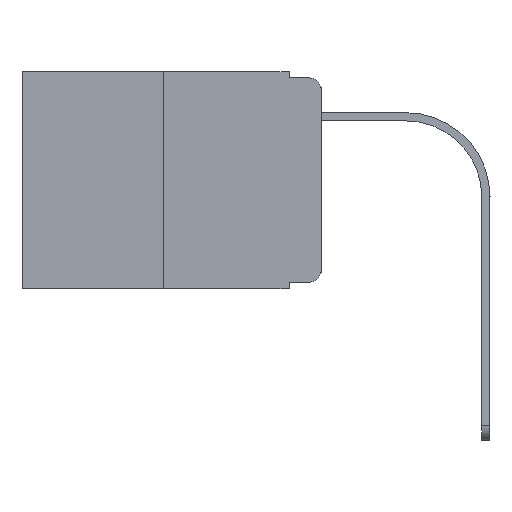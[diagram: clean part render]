
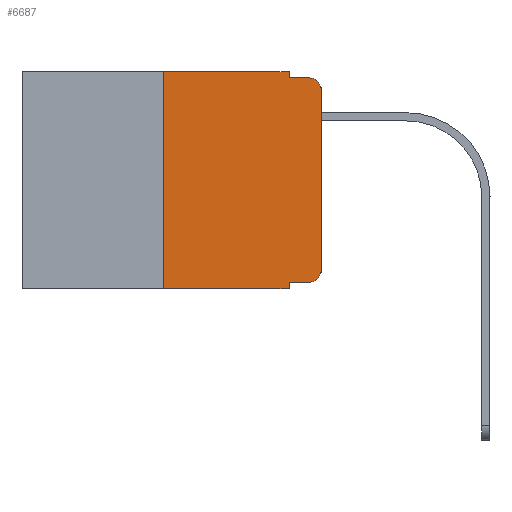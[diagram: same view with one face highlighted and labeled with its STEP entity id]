
A CAD part, left-side view. The second image highlights one B-rep face of the part: STEP entity #6687.
In plain terms, the highlighted planar face has unit normal (-1, 0, 0).
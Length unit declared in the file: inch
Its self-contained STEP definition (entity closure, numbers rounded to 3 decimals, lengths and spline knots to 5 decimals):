
#36 = VERTEX_POINT ( 'NONE', #17310 ) ;
#318 = VECTOR ( 'NONE', #10133, 39.37008 ) ;
#820 = VERTEX_POINT ( 'NONE', #7485 ) ;
#1132 = DIRECTION ( 'NONE',  ( 0., -1., 0. ) ) ;
#1140 = ORIENTED_EDGE ( 'NONE', *, *, #6484, .F. ) ;
#1242 = CARTESIAN_POINT ( 'NONE',  ( 0., 0.02, -0.313 ) ) ;
#1263 = VECTOR ( 'NONE', #17289, 39.37008 ) ;
#1346 = DIRECTION ( 'NONE',  ( -1., 0., 0. ) ) ;
#1716 = DIRECTION ( 'NONE',  ( 0., -1., 0. ) ) ;
#1815 = ORIENTED_EDGE ( 'NONE', *, *, #16256, .F. ) ;
#1942 = CIRCLE ( 'NONE', #11458, 0.02 ) ;
#2267 = VERTEX_POINT ( 'NONE', #8445 ) ;
#2693 = CARTESIAN_POINT ( 'NONE',  ( 0., 0.02, -0.03 ) ) ;
#2811 = ORIENTED_EDGE ( 'NONE', *, *, #10346, .T. ) ;
#2873 = LINE ( 'NONE', #17325, #8946 ) ;
#3346 = CARTESIAN_POINT ( 'NONE',  ( 0., 0.051, -0.01 ) ) ;
#3610 = ORIENTED_EDGE ( 'NONE', *, *, #17265, .T. ) ;
#4323 = VECTOR ( 'NONE', #5096, 39.37008 ) ;
#4415 = EDGE_CURVE ( 'NONE', #14336, #8208, #2873, .T. ) ;
#5096 = DIRECTION ( 'NONE',  ( 0., 0., 1. ) ) ;
#5135 = ORIENTED_EDGE ( 'NONE', *, *, #4415, .F. ) ;
#5576 = CARTESIAN_POINT ( 'NONE',  ( 0., 0.051, -0.333 ) ) ;
#5608 = LINE ( 'NONE', #11506, #12024 ) ;
#6050 = VECTOR ( 'NONE', #11917, 39.37008 ) ;
#6415 = CARTESIAN_POINT ( 'NONE',  ( 0., 0.051, 0. ) ) ;
#6428 = LINE ( 'NONE', #18260, #4323 ) ;
#6484 = EDGE_CURVE ( 'NONE', #8208, #2267, #15237, .T. ) ;
#6687 = ADVANCED_FACE ( 'NONE', ( #10062 ), #11712, .F. ) ;
#6923 = ORIENTED_EDGE ( 'NONE', *, *, #11525, .T. ) ;
#7068 = DIRECTION ( 'NONE',  ( 0., 0., -1. ) ) ;
#7158 = CIRCLE ( 'NONE', #13303, 0.02 ) ;
#7453 = CARTESIAN_POINT ( 'NONE',  ( 0., 0.25, 0. ) ) ;
#7460 = CARTESIAN_POINT ( 'NONE',  ( 0., 0.051, 0. ) ) ;
#7485 = CARTESIAN_POINT ( 'NONE',  ( 0., 0., -0.03 ) ) ;
#7543 = EDGE_CURVE ( 'NONE', #13865, #14336, #5608, .T. ) ;
#8208 = VERTEX_POINT ( 'NONE', #6415 ) ;
#8445 = CARTESIAN_POINT ( 'NONE',  ( 0., 0.051, -0.01 ) ) ;
#8492 = LINE ( 'NONE', #11114, #318 ) ;
#8789 = DIRECTION ( 'NONE',  ( 0., 0., -1. ) ) ;
#8791 = LINE ( 'NONE', #3346, #10230 ) ;
#8946 = VECTOR ( 'NONE', #1132, 39.37008 ) ;
#9123 = ORIENTED_EDGE ( 'NONE', *, *, #15694, .T. ) ;
#9188 = LINE ( 'NONE', #15421, #14727 ) ;
#9409 = ORIENTED_EDGE ( 'NONE', *, *, #10908, .F. ) ;
#9661 = AXIS2_PLACEMENT_3D ( 'NONE', #10254, #15997, #8789 ) ;
#10041 = DIRECTION ( 'NONE',  ( 0., 0., 1. ) ) ;
#10062 = FACE_OUTER_BOUND ( 'NONE', #17458, .T. ) ;
#10133 = DIRECTION ( 'NONE',  ( 0., -1., 0. ) ) ;
#10230 = VECTOR ( 'NONE', #1716, 39.37008 ) ;
#10254 = CARTESIAN_POINT ( 'NONE',  ( 0., 0.473, 0. ) ) ;
#10346 = EDGE_CURVE ( 'NONE', #12465, #36, #1942, .T. ) ;
#10908 = EDGE_CURVE ( 'NONE', #2267, #11700, #8791, .T. ) ;
#10941 = DIRECTION ( 'NONE',  ( 0., 0., -1. ) ) ;
#11114 = CARTESIAN_POINT ( 'NONE',  ( 0., 0.473, -0.343 ) ) ;
#11251 = CARTESIAN_POINT ( 'NONE',  ( 0., 0.051, -0.333 ) ) ;
#11458 = AXIS2_PLACEMENT_3D ( 'NONE', #1242, #1346, #7068 ) ;
#11506 = CARTESIAN_POINT ( 'NONE',  ( 0., 0.25, 0. ) ) ;
#11525 = EDGE_CURVE ( 'NONE', #820, #11700, #7158, .T. ) ;
#11700 = VERTEX_POINT ( 'NONE', #17620 ) ;
#11712 = PLANE ( 'NONE',  #9661 ) ;
#11917 = DIRECTION ( 'NONE',  ( 0., 0., -1. ) ) ;
#12024 = VECTOR ( 'NONE', #10041, 39.37008 ) ;
#12423 = CARTESIAN_POINT ( 'NONE',  ( 0., 0.051, -0.343 ) ) ;
#12465 = VERTEX_POINT ( 'NONE', #12893 ) ;
#12893 = CARTESIAN_POINT ( 'NONE',  ( 0., 0.02, -0.333 ) ) ;
#12905 = LINE ( 'NONE', #5576, #1263 ) ;
#13303 = AXIS2_PLACEMENT_3D ( 'NONE', #2693, #17345, #18869 ) ;
#13865 = VERTEX_POINT ( 'NONE', #14564 ) ;
#14336 = VERTEX_POINT ( 'NONE', #7453 ) ;
#14564 = CARTESIAN_POINT ( 'NONE',  ( 0., 0.25, -0.343 ) ) ;
#14727 = VECTOR ( 'NONE', #10941, 39.37008 ) ;
#15237 = LINE ( 'NONE', #7460, #6050 ) ;
#15421 = CARTESIAN_POINT ( 'NONE',  ( 0., 0.051, 0. ) ) ;
#15694 = EDGE_CURVE ( 'NONE', #16057, #12465, #12905, .T. ) ;
#15997 = DIRECTION ( 'NONE',  ( 1., 0., 0. ) ) ;
#16057 = VERTEX_POINT ( 'NONE', #11251 ) ;
#16256 = EDGE_CURVE ( 'NONE', #16057, #17594, #9188, .T. ) ;
#16720 = EDGE_CURVE ( 'NONE', #13865, #17594, #8492, .T. ) ;
#17216 = ORIENTED_EDGE ( 'NONE', *, *, #7543, .F. ) ;
#17265 = EDGE_CURVE ( 'NONE', #36, #820, #6428, .T. ) ;
#17289 = DIRECTION ( 'NONE',  ( 0., -1., 0. ) ) ;
#17310 = CARTESIAN_POINT ( 'NONE',  ( 0., 0., -0.313 ) ) ;
#17325 = CARTESIAN_POINT ( 'NONE',  ( 0., 0.473, 0. ) ) ;
#17345 = DIRECTION ( 'NONE',  ( -1., 0., 0. ) ) ;
#17458 = EDGE_LOOP ( 'NONE', ( #3610, #6923, #9409, #1140, #5135, #17216, #18678, #1815, #9123, #2811 ) ) ;
#17594 = VERTEX_POINT ( 'NONE', #12423 ) ;
#17620 = CARTESIAN_POINT ( 'NONE',  ( 0., 0.02, -0.01 ) ) ;
#18260 = CARTESIAN_POINT ( 'NONE',  ( 0., 0., 0. ) ) ;
#18678 = ORIENTED_EDGE ( 'NONE', *, *, #16720, .T. ) ;
#18869 = DIRECTION ( 'NONE',  ( 0., 0., -1. ) ) ;
